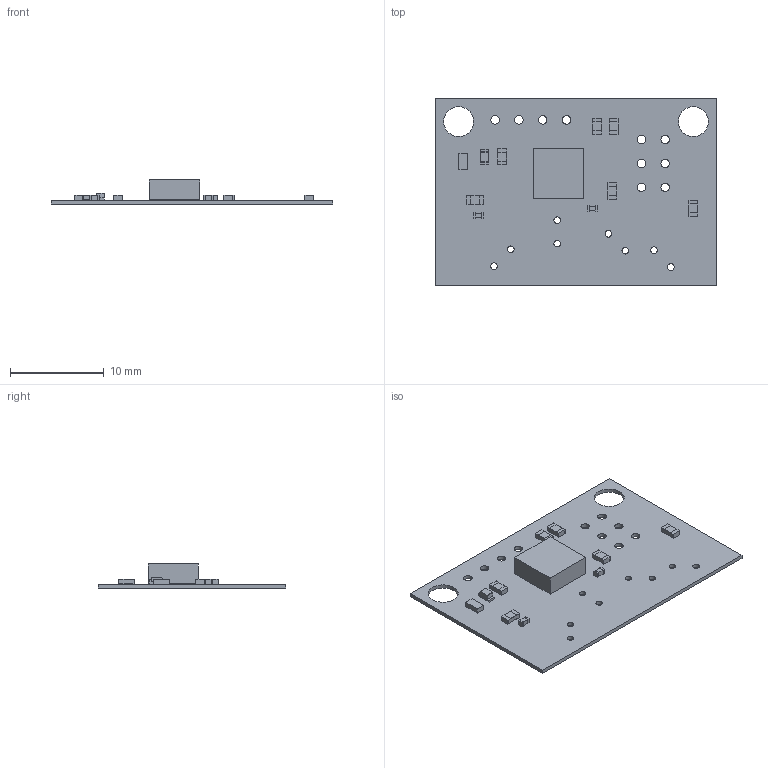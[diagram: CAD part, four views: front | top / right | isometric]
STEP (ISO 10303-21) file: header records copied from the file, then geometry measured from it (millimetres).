
FILE_DESCRIPTION(('Open CASCADE Model'),'2;1');
FILE_NAME('Open CASCADE Shape Model','2015-07-07T18:43:28',('Author'),( 'Open CASCADE'),'Open CASCADE STEP processor 6.8','Open CASCADE 6.8' ,'Unknown');
FILE_SCHEMA(('AUTOMOTIVE_DESIGN { 1 0 10303 214 1 1 1 1 }'));
Length unit declared in the file: millimetre
Products named in the file (20): PCB; Board; L1; 614540344; Extruded; R2; RES_0603_(1608_metric); R1; C2; CAP_0402_(1005_metric); C3; LED1; LED_0603_APT1608_RED; R3; R4; R5; R6; U1; 630747112
Assembly tree (25 placements, depth 4):
  PCB
    Board
    L1
      614540344
        Extruded
    R2
      RES_0603_(1608_metric)
    R1
      RES_0603_(1608_metric)
    C2
      CAP_0402_(1005_metric)
    C3
      CAP_0402_(1005_metric)
    LED1
      LED_0603_APT1608_RED
    R3
      RES_0603_(1608_metric)
    R4
      RES_0603_(1608_metric)
    R5
      RES_0603_(1608_metric)
    R6
      RES_0603_(1608_metric)
    U1
      630747112
        Extruded
Bounding box: 30 x 20 x 2.57 mm (x, y, z)
Volume: 304.8 mm3; surface area: 1375.8 mm2
Topology: 12 solids, 12 shells, 305 faces, 777 edges, 502 vertices
Faces by surface type: plane 283, cylinder 22
Full cylindrical faces by diameter (mm): 0.7 x2, 0.711 x6, 0.9 x10, 3.2 x2
Entity records: 9072 total; most frequent: CARTESIAN_POINT 1570, DIRECTION 1337, LINE 897, VECTOR 897, ORIENTED_EDGE 662, PCURVE 662, DEFINITIONAL_REPRESENTATION 662, EDGE_CURVE 331
